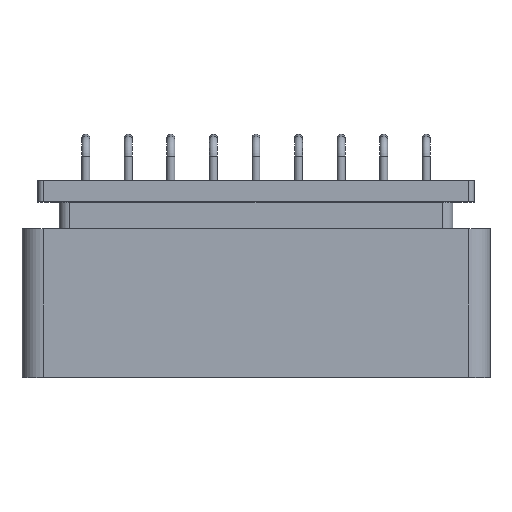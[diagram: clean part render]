
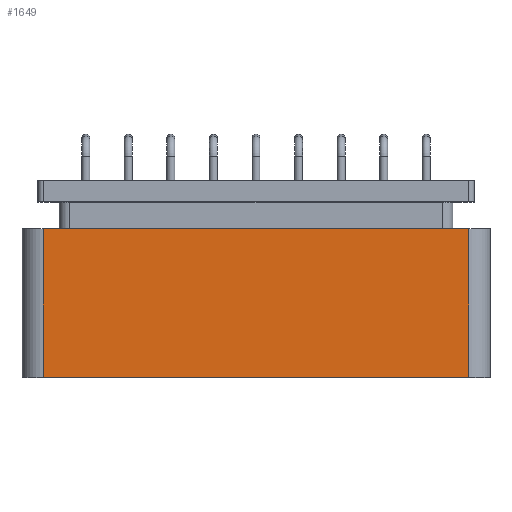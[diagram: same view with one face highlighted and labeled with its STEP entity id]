
A CAD part, top view. The second image highlights one B-rep face of the part: STEP entity #1649.
In plain terms, the highlighted planar face has unit normal (0, 0, 1).
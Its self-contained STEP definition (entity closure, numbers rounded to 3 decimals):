
#976 = PLANE('',#977);
#977 = AXIS2_PLACEMENT_3D('',#978,#979,#980);
#978 = CARTESIAN_POINT('',(0.,0.,5.932));
#979 = DIRECTION('',(0.,1.,0.));
#980 = DIRECTION('',(0.,0.,1.));
#1316 = VERTEX_POINT('',#1317);
#1317 = CARTESIAN_POINT('',(-20.,0.,11.5));
#1338 = CYLINDRICAL_SURFACE('',#1339,2.);
#1339 = AXIS2_PLACEMENT_3D('',#1340,#1341,#1342);
#1340 = CARTESIAN_POINT('',(-20.,0.,9.5));
#1341 = DIRECTION('',(0.,1.,0.));
#1342 = DIRECTION('',(1.,0.,0.));
#1350 = EDGE_CURVE('',#1316,#1351,#1353,.T.);
#1351 = VERTEX_POINT('',#1352);
#1352 = CARTESIAN_POINT('',(20.,0.,11.5));
#1353 = SURFACE_CURVE('',#1354,(#1358,#1365),.PCURVE_S1.);
#1354 = LINE('',#1355,#1356);
#1355 = CARTESIAN_POINT('',(-20.,0.,11.5));
#1356 = VECTOR('',#1357,1.);
#1357 = DIRECTION('',(1.,0.,0.));
#1358 = PCURVE('',#976,#1359);
#1359 = DEFINITIONAL_REPRESENTATION('',(#1360),#1364);
#1360 = LINE('',#1361,#1362);
#1361 = CARTESIAN_POINT('',(5.568,-20.));
#1362 = VECTOR('',#1363,1.);
#1363 = DIRECTION('',(0.,1.));
#1364 = ( GEOMETRIC_REPRESENTATION_CONTEXT(2) 
PARAMETRIC_REPRESENTATION_CONTEXT() REPRESENTATION_CONTEXT('2D SPACE',''
  ) );
#1365 = PCURVE('',#1366,#1371);
#1366 = PLANE('',#1367);
#1367 = AXIS2_PLACEMENT_3D('',#1368,#1369,#1370);
#1368 = CARTESIAN_POINT('',(-20.,0.,11.5));
#1369 = DIRECTION('',(0.,0.,1.));
#1370 = DIRECTION('',(1.,0.,0.));
#1371 = DEFINITIONAL_REPRESENTATION('',(#1372),#1376);
#1372 = LINE('',#1373,#1374);
#1373 = CARTESIAN_POINT('',(0.,0.));
#1374 = VECTOR('',#1375,1.);
#1375 = DIRECTION('',(1.,0.));
#1376 = ( GEOMETRIC_REPRESENTATION_CONTEXT(2) 
PARAMETRIC_REPRESENTATION_CONTEXT() REPRESENTATION_CONTEXT('2D SPACE',''
  ) );
#1399 = CYLINDRICAL_SURFACE('',#1400,2.);
#1400 = AXIS2_PLACEMENT_3D('',#1401,#1402,#1403);
#1401 = CARTESIAN_POINT('',(20.,0.,9.5));
#1402 = DIRECTION('',(0.,1.,0.));
#1403 = DIRECTION('',(1.,0.,0.));
#1572 = EDGE_CURVE('',#1316,#1573,#1575,.T.);
#1573 = VERTEX_POINT('',#1574);
#1574 = CARTESIAN_POINT('',(-20.,-14.,11.5));
#1575 = SURFACE_CURVE('',#1576,(#1580,#1587),.PCURVE_S1.);
#1576 = LINE('',#1577,#1578);
#1577 = CARTESIAN_POINT('',(-20.,0.,11.5));
#1578 = VECTOR('',#1579,1.);
#1579 = DIRECTION('',(0.,-1.,0.));
#1580 = PCURVE('',#1338,#1581);
#1581 = DEFINITIONAL_REPRESENTATION('',(#1582),#1586);
#1582 = LINE('',#1583,#1584);
#1583 = CARTESIAN_POINT('',(-1.571,0.));
#1584 = VECTOR('',#1585,1.);
#1585 = DIRECTION('',(-0.,-1.));
#1586 = ( GEOMETRIC_REPRESENTATION_CONTEXT(2) 
PARAMETRIC_REPRESENTATION_CONTEXT() REPRESENTATION_CONTEXT('2D SPACE',''
  ) );
#1587 = PCURVE('',#1366,#1588);
#1588 = DEFINITIONAL_REPRESENTATION('',(#1589),#1593);
#1589 = LINE('',#1590,#1591);
#1590 = CARTESIAN_POINT('',(0.,0.));
#1591 = VECTOR('',#1592,1.);
#1592 = DIRECTION('',(0.,-1.));
#1593 = ( GEOMETRIC_REPRESENTATION_CONTEXT(2) 
PARAMETRIC_REPRESENTATION_CONTEXT() REPRESENTATION_CONTEXT('2D SPACE',''
  ) );
#1612 = PLANE('',#1613);
#1613 = AXIS2_PLACEMENT_3D('',#1614,#1615,#1616);
#1614 = CARTESIAN_POINT('',(0.,-14.,5.932));
#1615 = DIRECTION('',(0.,1.,0.));
#1616 = DIRECTION('',(0.,0.,1.));
#1649 = ADVANCED_FACE('',(#1650),#1366,.T.);
#1650 = FACE_BOUND('',#1651,.T.);
#1651 = EDGE_LOOP('',(#1652,#1653,#1676,#1697));
#1652 = ORIENTED_EDGE('',*,*,#1572,.T.);
#1653 = ORIENTED_EDGE('',*,*,#1654,.T.);
#1654 = EDGE_CURVE('',#1573,#1655,#1657,.T.);
#1655 = VERTEX_POINT('',#1656);
#1656 = CARTESIAN_POINT('',(20.,-14.,11.5));
#1657 = SURFACE_CURVE('',#1658,(#1662,#1669),.PCURVE_S1.);
#1658 = LINE('',#1659,#1660);
#1659 = CARTESIAN_POINT('',(-20.,-14.,11.5));
#1660 = VECTOR('',#1661,1.);
#1661 = DIRECTION('',(1.,0.,0.));
#1662 = PCURVE('',#1366,#1663);
#1663 = DEFINITIONAL_REPRESENTATION('',(#1664),#1668);
#1664 = LINE('',#1665,#1666);
#1665 = CARTESIAN_POINT('',(0.,-14.));
#1666 = VECTOR('',#1667,1.);
#1667 = DIRECTION('',(1.,0.));
#1668 = ( GEOMETRIC_REPRESENTATION_CONTEXT(2) 
PARAMETRIC_REPRESENTATION_CONTEXT() REPRESENTATION_CONTEXT('2D SPACE',''
  ) );
#1669 = PCURVE('',#1612,#1670);
#1670 = DEFINITIONAL_REPRESENTATION('',(#1671),#1675);
#1671 = LINE('',#1672,#1673);
#1672 = CARTESIAN_POINT('',(5.568,-20.));
#1673 = VECTOR('',#1674,1.);
#1674 = DIRECTION('',(0.,1.));
#1675 = ( GEOMETRIC_REPRESENTATION_CONTEXT(2) 
PARAMETRIC_REPRESENTATION_CONTEXT() REPRESENTATION_CONTEXT('2D SPACE',''
  ) );
#1676 = ORIENTED_EDGE('',*,*,#1677,.F.);
#1677 = EDGE_CURVE('',#1351,#1655,#1678,.T.);
#1678 = SURFACE_CURVE('',#1679,(#1683,#1690),.PCURVE_S1.);
#1679 = LINE('',#1680,#1681);
#1680 = CARTESIAN_POINT('',(20.,0.,11.5));
#1681 = VECTOR('',#1682,1.);
#1682 = DIRECTION('',(0.,-1.,0.));
#1683 = PCURVE('',#1366,#1684);
#1684 = DEFINITIONAL_REPRESENTATION('',(#1685),#1689);
#1685 = LINE('',#1686,#1687);
#1686 = CARTESIAN_POINT('',(40.,0.));
#1687 = VECTOR('',#1688,1.);
#1688 = DIRECTION('',(0.,-1.));
#1689 = ( GEOMETRIC_REPRESENTATION_CONTEXT(2) 
PARAMETRIC_REPRESENTATION_CONTEXT() REPRESENTATION_CONTEXT('2D SPACE',''
  ) );
#1690 = PCURVE('',#1399,#1691);
#1691 = DEFINITIONAL_REPRESENTATION('',(#1692),#1696);
#1692 = LINE('',#1693,#1694);
#1693 = CARTESIAN_POINT('',(-1.571,0.));
#1694 = VECTOR('',#1695,1.);
#1695 = DIRECTION('',(-0.,-1.));
#1696 = ( GEOMETRIC_REPRESENTATION_CONTEXT(2) 
PARAMETRIC_REPRESENTATION_CONTEXT() REPRESENTATION_CONTEXT('2D SPACE',''
  ) );
#1697 = ORIENTED_EDGE('',*,*,#1350,.F.);
